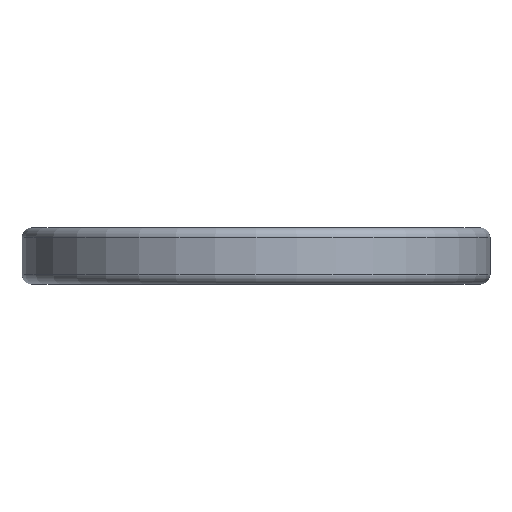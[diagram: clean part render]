
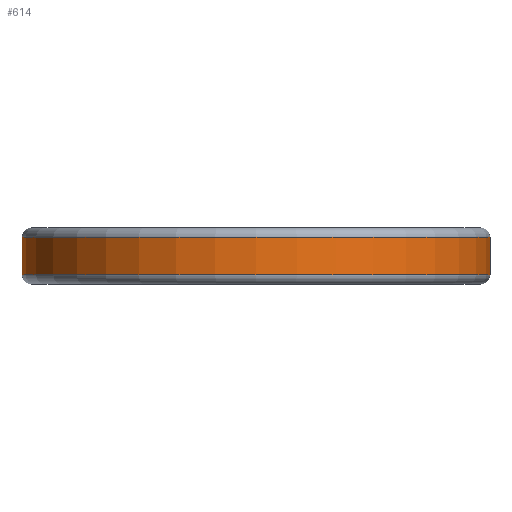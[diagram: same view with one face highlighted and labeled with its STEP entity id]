
A CAD part, front view. The second image highlights one B-rep face of the part: STEP entity #614.
In plain terms, the highlighted cylindrical face has radius 25 mm (diameter 50 mm), a full revolution.
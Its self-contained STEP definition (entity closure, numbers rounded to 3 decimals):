
#67=LINE('',#953,#93);
#93=VECTOR('',#757,25.);
#119=CYLINDRICAL_SURFACE('',#661,25.);
#146=FACE_OUTER_BOUND('',#176,.T.);
#176=EDGE_LOOP('',(#451,#452,#453,#454));
#255=CIRCLE('',#658,25.);
#258=CIRCLE('',#662,25.);
#311=VERTEX_POINT('',#945);
#313=VERTEX_POINT('',#951);
#365=EDGE_CURVE('',#311,#311,#255,.T.);
#368=EDGE_CURVE('',#313,#313,#258,.T.);
#369=EDGE_CURVE('',#313,#311,#67,.T.);
#451=ORIENTED_EDGE('',*,*,#368,.F.);
#452=ORIENTED_EDGE('',*,*,#369,.T.);
#453=ORIENTED_EDGE('',*,*,#365,.F.);
#454=ORIENTED_EDGE('',*,*,#369,.F.);
#614=ADVANCED_FACE('',(#146),#119,.T.);
#658=AXIS2_PLACEMENT_3D('',#946,#747,#748);
#661=AXIS2_PLACEMENT_3D('',#950,#753,#754);
#662=AXIS2_PLACEMENT_3D('',#952,#755,#756);
#747=DIRECTION('center_axis',(0.,0.,-1.));
#748=DIRECTION('ref_axis',(1.,0.,0.));
#753=DIRECTION('center_axis',(0.,0.,1.));
#754=DIRECTION('ref_axis',(1.,0.,0.));
#755=DIRECTION('center_axis',(0.,0.,1.));
#756=DIRECTION('ref_axis',(1.,0.,0.));
#757=DIRECTION('',(0.,0.,-1.));
#945=CARTESIAN_POINT('',(-25.,0.,1.));
#946=CARTESIAN_POINT('Origin',(0.,0.,1.));
#950=CARTESIAN_POINT('Origin',(0.,0.,0.));
#951=CARTESIAN_POINT('',(-25.,0.,5.));
#952=CARTESIAN_POINT('Origin',(0.,0.,5.));
#953=CARTESIAN_POINT('',(-25.,0.,0.));
